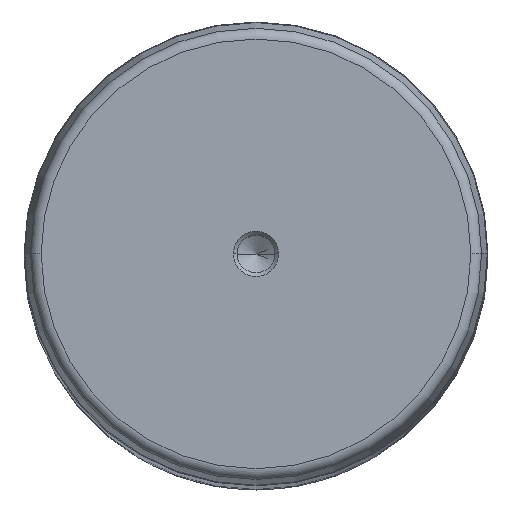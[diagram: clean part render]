
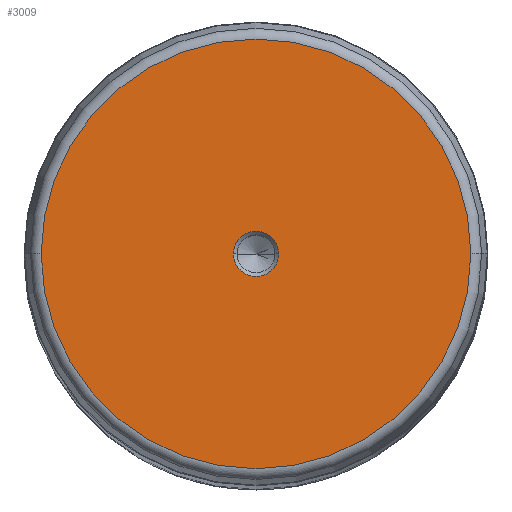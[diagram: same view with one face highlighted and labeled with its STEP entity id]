
A CAD part, top view. The second image highlights one B-rep face of the part: STEP entity #3009.
In plain terms, the highlighted planar face has unit normal (0, 0, 1).
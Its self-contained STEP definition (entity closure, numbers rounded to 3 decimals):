
#5 = CARTESIAN_POINT ( 'NONE',  ( 0., 0., 650. ) ) ;
#360 = DIRECTION ( 'NONE',  ( 0., 0., -1. ) ) ;
#412 = EDGE_LOOP ( 'NONE', ( #1732, #2326 ) ) ;
#463 = AXIS2_PLACEMENT_3D ( 'NONE', #5, #561, #1376 ) ;
#561 = DIRECTION ( 'NONE',  ( 0., 0., -1. ) ) ;
#624 = FACE_BOUND ( 'NONE', #412, .T. ) ;
#800 = DIRECTION ( 'NONE',  ( 1., 0., 0. ) ) ;
#835 = AXIS2_PLACEMENT_3D ( 'NONE', #2104, #3250, #1576 ) ;
#1111 = EDGE_CURVE ( 'NONE', #2193, #2823, #3179, .T. ) ;
#1182 = DIRECTION ( 'NONE',  ( 0., 0., -1. ) ) ;
#1193 = DIRECTION ( 'NONE',  ( 1., 0., 0. ) ) ;
#1206 = VERTEX_POINT ( 'NONE', #1705 ) ;
#1376 = DIRECTION ( 'NONE',  ( -1., 0., 0. ) ) ;
#1489 = CARTESIAN_POINT ( 'NONE',  ( 0., 0., 650. ) ) ;
#1560 = EDGE_CURVE ( 'NONE', #1206, #2199, #2374, .T. ) ;
#1576 = DIRECTION ( 'NONE',  ( 1., 0., 0. ) ) ;
#1633 = DIRECTION ( 'NONE',  ( 0., 0., 1. ) ) ;
#1657 = CARTESIAN_POINT ( 'NONE',  ( 0., 0., 650. ) ) ;
#1705 = CARTESIAN_POINT ( 'NONE',  ( 6.1, 0., 650. ) ) ;
#1732 = ORIENTED_EDGE ( 'NONE', *, *, #1560, .T. ) ;
#2076 = AXIS2_PLACEMENT_3D ( 'NONE', #2575, #1182, #1193 ) ;
#2099 = EDGE_LOOP ( 'NONE', ( #2855, #2994 ) ) ;
#2104 = CARTESIAN_POINT ( 'NONE',  ( 0., 0., 650. ) ) ;
#2124 = EDGE_CURVE ( 'NONE', #2823, #2193, #2938, .T. ) ;
#2193 = VERTEX_POINT ( 'NONE', #3445 ) ;
#2199 = VERTEX_POINT ( 'NONE', #3419 ) ;
#2326 = ORIENTED_EDGE ( 'NONE', *, *, #3450, .T. ) ;
#2374 = CIRCLE ( 'NONE', #2076, 6.1 ) ;
#2495 = PLANE ( 'NONE',  #3594 ) ;
#2575 = CARTESIAN_POINT ( 'NONE',  ( 0., 0., 650. ) ) ;
#2592 = DIRECTION ( 'NONE',  ( -1., 0., 0. ) ) ;
#2823 = VERTEX_POINT ( 'NONE', #3367 ) ;
#2855 = ORIENTED_EDGE ( 'NONE', *, *, #2124, .F. ) ;
#2938 = CIRCLE ( 'NONE', #3569, 57.879 ) ;
#2994 = ORIENTED_EDGE ( 'NONE', *, *, #1111, .F. ) ;
#3009 = ADVANCED_FACE ( 'NONE', ( #624, #3326 ), #2495, .T. ) ;
#3170 = CIRCLE ( 'NONE', #835, 6.1 ) ;
#3179 = CIRCLE ( 'NONE', #463, 57.879 ) ;
#3250 = DIRECTION ( 'NONE',  ( 0., 0., -1. ) ) ;
#3326 = FACE_OUTER_BOUND ( 'NONE', #2099, .T. ) ;
#3367 = CARTESIAN_POINT ( 'NONE',  ( -57.879, 0., 650. ) ) ;
#3419 = CARTESIAN_POINT ( 'NONE',  ( -6.1, 0., 650. ) ) ;
#3445 = CARTESIAN_POINT ( 'NONE',  ( 57.879, 0., 650. ) ) ;
#3450 = EDGE_CURVE ( 'NONE', #2199, #1206, #3170, .T. ) ;
#3569 = AXIS2_PLACEMENT_3D ( 'NONE', #1489, #360, #2592 ) ;
#3594 = AXIS2_PLACEMENT_3D ( 'NONE', #1657, #1633, #800 ) ;
